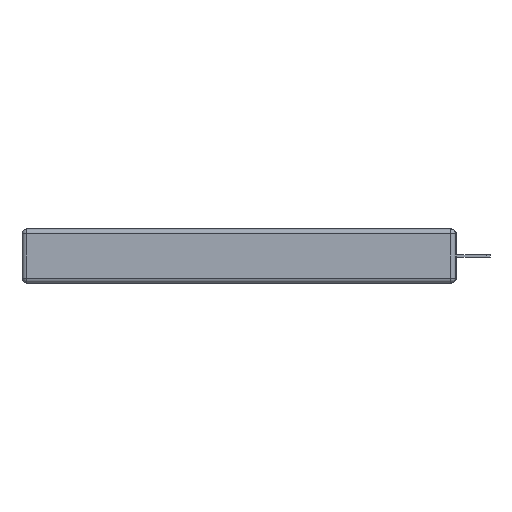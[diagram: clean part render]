
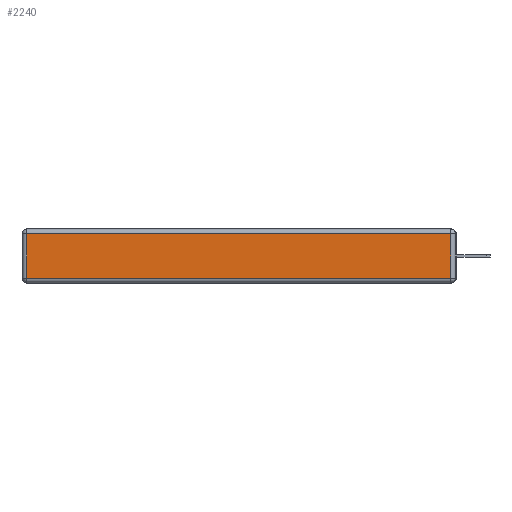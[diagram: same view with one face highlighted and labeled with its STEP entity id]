
A CAD part, left-side view. The second image highlights one B-rep face of the part: STEP entity #2240.
In plain terms, the highlighted planar face has unit normal (-1, 0, 0).
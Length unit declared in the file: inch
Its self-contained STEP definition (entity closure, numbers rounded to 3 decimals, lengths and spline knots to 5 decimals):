
#580 = DIRECTION ( 'NONE',  ( 0., 0., -1. ) ) ;
#1813 = VECTOR ( 'NONE', #14170, 39.37008 ) ;
#2240 = ADVANCED_FACE ( 'NONE', ( #15666 ), #18889, .T. ) ;
#2249 = EDGE_CURVE ( 'NONE', #8942, #12872, #9666, .T. ) ;
#2979 = ORIENTED_EDGE ( 'NONE', *, *, #9492, .T. ) ;
#3528 = DIRECTION ( 'NONE',  ( 0., 1., 0. ) ) ;
#4628 = ORIENTED_EDGE ( 'NONE', *, *, #2249, .T. ) ;
#4670 = DIRECTION ( 'NONE',  ( 0., 0., 1. ) ) ;
#4899 = CARTESIAN_POINT ( 'NONE',  ( 0., 2.72, -0.343 ) ) ;
#5141 = VECTOR ( 'NONE', #580, 39.37008 ) ;
#5447 = CARTESIAN_POINT ( 'NONE',  ( 0., 0., -0.313 ) ) ;
#5639 = DIRECTION ( 'NONE',  ( -1., 0., 0. ) ) ;
#6137 = LINE ( 'NONE', #8995, #6786 ) ;
#6189 = EDGE_CURVE ( 'NONE', #6350, #8942, #18732, .T. ) ;
#6350 = VERTEX_POINT ( 'NONE', #18927 ) ;
#6786 = VECTOR ( 'NONE', #4670, 39.37008 ) ;
#6789 = ORIENTED_EDGE ( 'NONE', *, *, #6189, .T. ) ;
#7039 = CARTESIAN_POINT ( 'NONE',  ( 0., 2.72, -0.313 ) ) ;
#7418 = CARTESIAN_POINT ( 'NONE',  ( 0., 0.03, -0.03 ) ) ;
#8942 = VERTEX_POINT ( 'NONE', #7039 ) ;
#8995 = CARTESIAN_POINT ( 'NONE',  ( 0., 0.03, -0.343 ) ) ;
#9492 = EDGE_CURVE ( 'NONE', #12872, #16454, #6137, .T. ) ;
#9666 = LINE ( 'NONE', #5447, #1813 ) ;
#9761 = DIRECTION ( 'NONE',  ( 0., 0., 1. ) ) ;
#10896 = CARTESIAN_POINT ( 'NONE',  ( 0., 2.75, -0.03 ) ) ;
#11512 = AXIS2_PLACEMENT_3D ( 'NONE', #13091, #5639, #9761 ) ;
#11981 = VECTOR ( 'NONE', #3528, 39.37008 ) ;
#12872 = VERTEX_POINT ( 'NONE', #16582 ) ;
#13091 = CARTESIAN_POINT ( 'NONE',  ( 0., 0., -0.343 ) ) ;
#14170 = DIRECTION ( 'NONE',  ( 0., -1., 0. ) ) ;
#14532 = ORIENTED_EDGE ( 'NONE', *, *, #14588, .T. ) ;
#14588 = EDGE_CURVE ( 'NONE', #16454, #6350, #18355, .T. ) ;
#15666 = FACE_OUTER_BOUND ( 'NONE', #17823, .T. ) ;
#16454 = VERTEX_POINT ( 'NONE', #7418 ) ;
#16582 = CARTESIAN_POINT ( 'NONE',  ( 0., 0.03, -0.313 ) ) ;
#17823 = EDGE_LOOP ( 'NONE', ( #4628, #2979, #14532, #6789 ) ) ;
#18355 = LINE ( 'NONE', #10896, #11981 ) ;
#18732 = LINE ( 'NONE', #4899, #5141 ) ;
#18889 = PLANE ( 'NONE',  #11512 ) ;
#18927 = CARTESIAN_POINT ( 'NONE',  ( 0., 2.72, -0.03 ) ) ;
